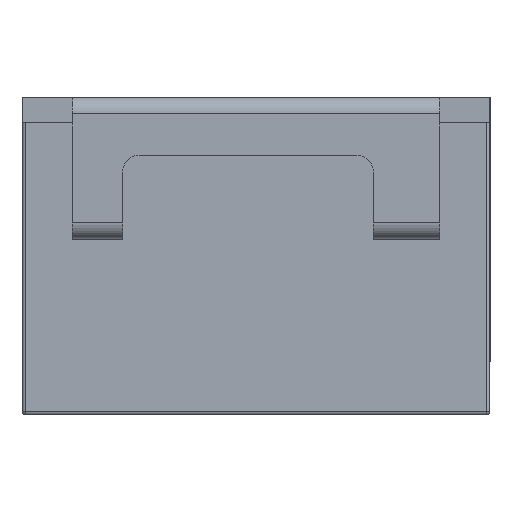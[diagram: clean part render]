
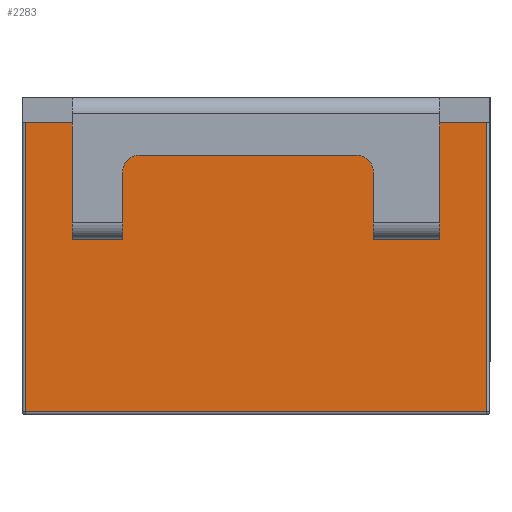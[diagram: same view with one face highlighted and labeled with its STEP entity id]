
A CAD part, left-side view. The second image highlights one B-rep face of the part: STEP entity #2283.
In plain terms, the highlighted planar face has unit normal (-1, 0, 0).
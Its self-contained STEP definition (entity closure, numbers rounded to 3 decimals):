
#68=PLANE('',#2498);
#215=LINE('',#3660,#447);
#218=LINE('',#3664,#450);
#222=LINE('',#3673,#454);
#239=LINE('',#3708,#471);
#447=VECTOR('',#2976,10.);
#450=VECTOR('',#2981,10.);
#454=VECTOR('',#2991,10.);
#471=VECTOR('',#3026,10.);
#695=FACE_OUTER_BOUND('',#823,.T.);
#823=EDGE_LOOP('',(#1931,#1932,#1933,#1934));
#1082=VERTEX_POINT('',#3630);
#1089=VERTEX_POINT('',#3648);
#1092=VERTEX_POINT('',#3658);
#1093=VERTEX_POINT('',#3669);
#1371=EDGE_CURVE('',#1092,#1089,#215,.T.);
#1374=EDGE_CURVE('',#1089,#1082,#218,.T.);
#1379=EDGE_CURVE('',#1082,#1093,#222,.T.);
#1397=EDGE_CURVE('',#1092,#1093,#239,.T.);
#1931=ORIENTED_EDGE('',*,*,#1371,.F.);
#1932=ORIENTED_EDGE('',*,*,#1397,.T.);
#1933=ORIENTED_EDGE('',*,*,#1379,.F.);
#1934=ORIENTED_EDGE('',*,*,#1374,.F.);
#2283=ADVANCED_FACE('',(#695),#68,.T.);
#2498=AXIS2_PLACEMENT_3D('',#3709,#3027,#3028);
#2976=DIRECTION('',(0.,0.,-1.));
#2981=DIRECTION('',(0.,1.,0.));
#2991=DIRECTION('',(0.,0.,1.));
#3026=DIRECTION('',(0.,1.,0.));
#3027=DIRECTION('center_axis',(-1.,0.,0.));
#3028=DIRECTION('ref_axis',(0.,0.,1.));
#3630=CARTESIAN_POINT('',(-4.85,2.78,-1.88));
#3648=CARTESIAN_POINT('',(-4.85,0.02,-1.88));
#3658=CARTESIAN_POINT('',(-4.85,0.02,-0.15));
#3660=CARTESIAN_POINT('',(-4.85,0.02,-1.425));
#3664=CARTESIAN_POINT('',(-4.85,0.,-1.88));
#3669=CARTESIAN_POINT('',(-4.85,2.78,-0.15));
#3673=CARTESIAN_POINT('',(-4.85,2.78,-1.425));
#3708=CARTESIAN_POINT('',(-4.85,0.,-0.15));
#3709=CARTESIAN_POINT('Origin',(-4.85,0.,-1.9));
